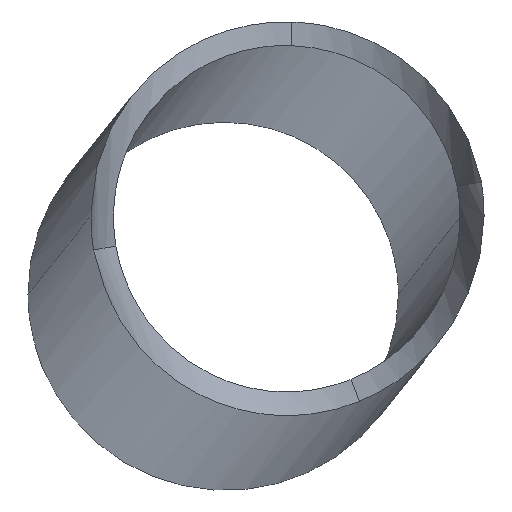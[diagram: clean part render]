
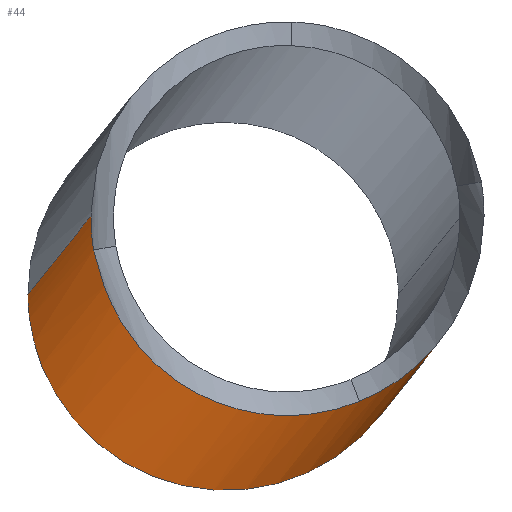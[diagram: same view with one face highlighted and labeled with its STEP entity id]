
A CAD part, left-side view. The second image highlights one B-rep face of the part: STEP entity #44.
In plain terms, the highlighted cylindrical face has radius 12.5 mm (diameter 25 mm), a partial arc.
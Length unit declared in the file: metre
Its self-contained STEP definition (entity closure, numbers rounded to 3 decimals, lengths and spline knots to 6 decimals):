
#44=ADVANCED_FACE('0:30',(#85),#86,.T.);
#85=FACE_OUTER_BOUND('',#121,.T.);
#86=CYLINDRICAL_SURFACE('',#122,0.0125);
#121=EDGE_LOOP('',(#191,#192,#193,#194,#195,#196,#197,#198));
#122=AXIS2_PLACEMENT_3D('',#199,#200,#201);
#191=ORIENTED_EDGE('',*,*,#248,.T.);
#192=ORIENTED_EDGE('',*,*,#264,.T.);
#193=ORIENTED_EDGE('',*,*,#265,.F.);
#194=ORIENTED_EDGE('',*,*,#250,.T.);
#195=ORIENTED_EDGE('',*,*,#234,.T.);
#196=ORIENTED_EDGE('',*,*,#266,.T.);
#197=ORIENTED_EDGE('',*,*,#267,.T.);
#198=ORIENTED_EDGE('',*,*,#243,.F.);
#199=CARTESIAN_POINT('',(498.062987,6.453652,-7.555335));
#200=DIRECTION('',(-1.,-0.012,0.015));
#201=DIRECTION('',(-0.012,1.,0.));
#234=EDGE_CURVE('0:75',#276,#273,#277,.T.);
#243=EDGE_CURVE('0:84',#291,#293,#294,.T.);
#248=EDGE_CURVE('',#291,#301,#302,.T.);
#250=EDGE_CURVE('',#304,#276,#305,.T.);
#264=EDGE_CURVE('0:69',#301,#324,#325,.T.);
#265=EDGE_CURVE('0:60',#304,#324,#326,.T.);
#266=EDGE_CURVE('0:78',#273,#327,#328,.T.);
#267=EDGE_CURVE('0:81',#327,#293,#329,.T.);
#273=VERTEX_POINT('',#335);
#276=VERTEX_POINT('',#339);
#277=ELLIPSE('',#340,0.017766,0.0125);
#291=VERTEX_POINT('',#405);
#293=VERTEX_POINT('',#407);
#294=ELLIPSE('',#408,0.017817,0.0125);
#301=VERTEX_POINT('',#475);
#302=LINE('',#476,#477);
#304=VERTEX_POINT('',#479);
#305=LINE('',#480,#481);
#324=VERTEX_POINT('',#557);
#325=CIRCLE('',#558,0.014236);
#326=ELLIPSE('',#559,0.013345,0.0125);
#327=VERTEX_POINT('',#560);
#328=B_SPLINE_CURVE_WITH_KNOTS('',5,(#561,#562,#563,#564,#565,#566,#567,#568,#569,#570,#571,#572,#573,#574,#575,#576,#577,#578),.UNSPECIFIED.,.F.,.F.,(6,3,3,3,3,6),(0.0,5.400351,12.25006,21.668177,31.452464,33.680697),.UNSPECIFIED.);
#329=B_SPLINE_CURVE_WITH_KNOTS('',3,(#579,#580,#581,#582,#583,#584,#585,#586,#587,#588,#589,#590,#591,#592,#593,#594,#595,#596,#597,#598,#599,#600),.UNSPECIFIED.,.F.,.F.,(4,3,3,3,3,3,3,4),(0.0,0.000044,0.001087,0.109792,1.559954,3.472218,4.906484,5.384482),.UNSPECIFIED.);
#335=CARTESIAN_POINT('',(-2.1525,0.292461,0.128701));
#339=CARTESIAN_POINT('',(-2.160306,0.284557,0.140409));
#340=AXIS2_PLACEMENT_3D('',#606,#607,#608);
#405=CARTESIAN_POINT('',(-2.164901,0.309502,0.140477));
#407=CARTESIAN_POINT('',(-2.16277,0.309345,0.138311));
#408=AXIS2_PLACEMENT_3D('',#622,#623,#624);
#475=CARTESIAN_POINT('',(-1.839592,0.313506,0.135473));
#476=CARTESIAN_POINT('',(-2.000341,0.311528,0.137946));
#477=VECTOR('',#628,1.0);
#479=CARTESIAN_POINT('',(-1.840408,0.288494,0.135487));
#480=CARTESIAN_POINT('',(-2.000033,0.286529,0.137943));
#481=VECTOR('',#632,1.0);
#557=CARTESIAN_POINT('',(-1.840176,0.313408,0.133979));
#558=AXIS2_PLACEMENT_3D('',#653,#654,#655);
#559=AXIS2_PLACEMENT_3D('',#656,#657,#658);
#560=CARTESIAN_POINT('',(-2.165213,0.308662,0.135986));
#561=CARTESIAN_POINT('',(-2.1525,0.292461,0.128701));
#562=CARTESIAN_POINT('',(-2.1525,0.293184,0.128408));
#563=CARTESIAN_POINT('',(-2.152561,0.293932,0.128172));
#564=CARTESIAN_POINT('',(-2.152683,0.294691,0.127998));
#565=CARTESIAN_POINT('',(-2.153089,0.296409,0.127744));
#566=CARTESIAN_POINT('',(-2.153748,0.298069,0.127789));
#567=CARTESIAN_POINT('',(-2.154182,0.298962,0.1279));
#568=CARTESIAN_POINT('',(-2.155326,0.300973,0.128331));
#569=CARTESIAN_POINT('',(-2.156688,0.302725,0.129105));
#570=CARTESIAN_POINT('',(-2.157525,0.303647,0.129643));
#571=CARTESIAN_POINT('',(-2.159294,0.305345,0.130882));
#572=CARTESIAN_POINT('',(-2.161155,0.306688,0.132366));
#573=CARTESIAN_POINT('',(-2.162116,0.307282,0.133171));
#574=CARTESIAN_POINT('',(-2.163303,0.307904,0.134213));
#575=CARTESIAN_POINT('',(-2.16449,0.308395,0.135307));
#576=CARTESIAN_POINT('',(-2.164773,0.308505,0.135571));
#577=CARTESIAN_POINT('',(-2.164993,0.308586,0.135778));
#578=CARTESIAN_POINT('',(-2.165213,0.308662,0.135986));
#579=CARTESIAN_POINT('',(-2.165212,0.308662,0.135985));
#580=CARTESIAN_POINT('',(-2.165213,0.308662,0.135987));
#581=CARTESIAN_POINT('',(-2.165213,0.308662,0.135986));
#582=CARTESIAN_POINT('',(-2.165213,0.308662,0.135986));
#583=CARTESIAN_POINT('',(-2.165213,0.308662,0.135986));
#584=CARTESIAN_POINT('',(-2.165212,0.308662,0.135986));
#585=CARTESIAN_POINT('',(-2.165212,0.308662,0.135986));
#586=CARTESIAN_POINT('',(-2.165194,0.308669,0.136003));
#587=CARTESIAN_POINT('',(-2.165176,0.308676,0.136019));
#588=CARTESIAN_POINT('',(-2.165158,0.308682,0.136036));
#589=CARTESIAN_POINT('',(-2.164918,0.308771,0.136257));
#590=CARTESIAN_POINT('',(-2.164685,0.30885,0.136474));
#591=CARTESIAN_POINT('',(-2.164469,0.308918,0.136676));
#592=CARTESIAN_POINT('',(-2.164184,0.309008,0.136943));
#593=CARTESIAN_POINT('',(-2.163926,0.309082,0.137189));
#594=CARTESIAN_POINT('',(-2.163652,0.309151,0.137452));
#595=CARTESIAN_POINT('',(-2.163447,0.309203,0.137649));
#596=CARTESIAN_POINT('',(-2.163231,0.309253,0.137859));
#597=CARTESIAN_POINT('',(-2.163001,0.3093,0.138083));
#598=CARTESIAN_POINT('',(-2.162925,0.309316,0.138158));
#599=CARTESIAN_POINT('',(-2.162847,0.309331,0.138234));
#600=CARTESIAN_POINT('',(-2.16277,0.309345,0.138311));
#606=CARTESIAN_POINT('',(-2.165,0.297,0.14048));
#607=DIRECTION('',(0.711,0.264,0.652));
#608=DIRECTION('',(0.703,-0.244,-0.667));
#622=CARTESIAN_POINT('',(-2.165,0.297,0.14048));
#623=DIRECTION('',(-0.713,0.005,-0.702));
#624=DIRECTION('',(0.702,0.023,-0.712));
#628=DIRECTION('',(1.,0.012,-0.015));
#632=DIRECTION('',(-1.,-0.012,0.015));
#653=CARTESIAN_POINT('',(-1.839975,0.299277,0.135689));
#654=DIRECTION('',(-0.932,0.031,0.362));
#655=DIRECTION('',(0.027,1.,-0.015));
#656=CARTESIAN_POINT('',(-1.84,0.301,0.13548));
#657=DIRECTION('',(0.932,-0.031,-0.362));
#658=DIRECTION('',(0.363,0.117,0.924));
